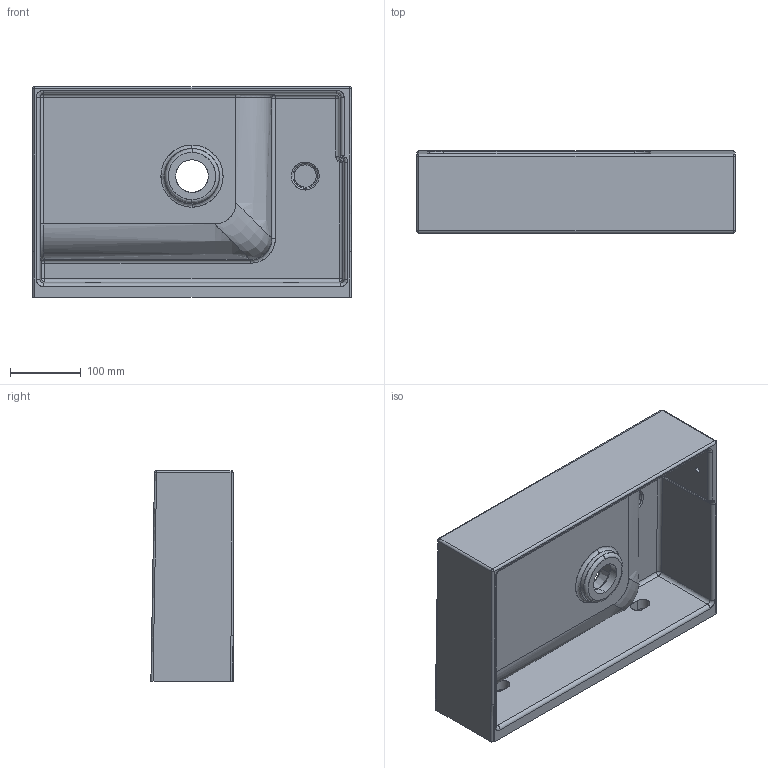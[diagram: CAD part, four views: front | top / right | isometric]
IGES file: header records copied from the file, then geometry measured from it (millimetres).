
Start section: SolidWorks IGES file using analytic representation for surfaces
Global section: file name: WA013-0450.IGS; native system: SolidWorks 2017; preprocessor: SolidWorks 2017; author: S.Gottwald; date: 180416.145643; units: millimetre
Bounding box: 450 x 116.26 x 298 mm (x, y, z)
Surface area: 623375 mm2 (no closed solid volume)
Topology: 0 solids, 0 shells, 137 faces, 2025 edges, 2025 vertices
Faces by surface type: bspline 86, revolution 51
